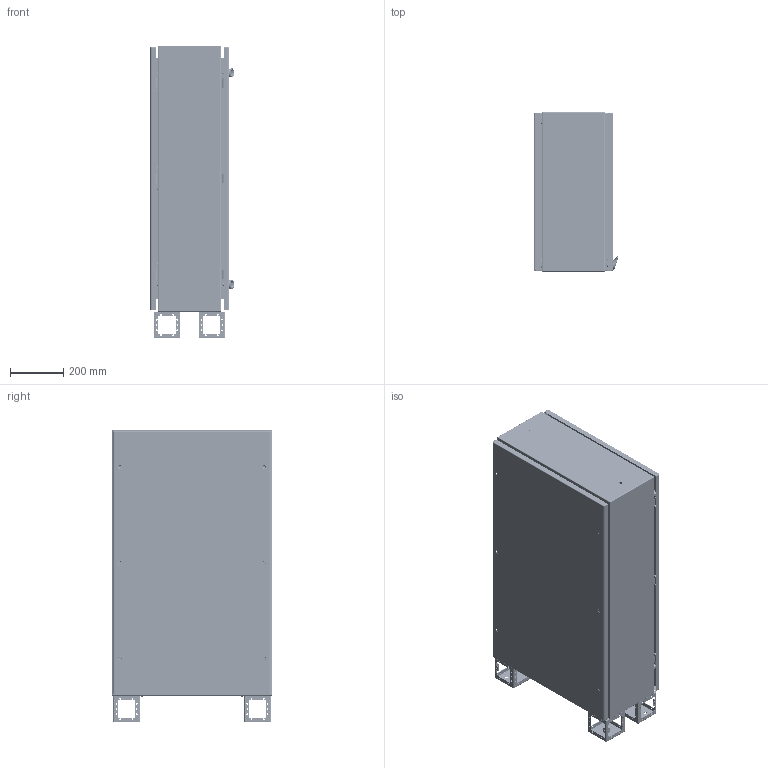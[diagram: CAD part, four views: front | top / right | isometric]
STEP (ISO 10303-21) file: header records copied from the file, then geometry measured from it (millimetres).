
FILE_DESCRIPTION(('CATIA V5 STEP Exchange'),'2;1');
FILE_NAME('TM2063K.stp','2014-07-08T14:51:45+00:00',('none'),('none'),'CATIA Version 5 Release 20 SP 6 (IN-10)','CATIA V5 STEP AP203','none');
FILE_SCHEMA(('CONFIG_CONTROL_DESIGN'));
Products named in the file (2): Assieme_AM2_1000x0600x0300_porta_cieca_estetico; 850702_801_00_ASSIEME_BOX_MANIGLIETTA__________________3PD
Assembly tree (12 placements, depth 3):
  Assieme_AM2_1000x0600x0300_porta_cieca_estetico
    #58
    #77240  x4
    #82608
    #103797
    850702_801_00_ASSIEME_BOX_MANIGLIETTA__________________3PD  x2
      #105997
      #112740
      #117764
Bounding box: 314.95 x 600 x 1100 mm (x, y, z)
Volume: 5661101 mm3; surface area: 6208272.5 mm2
Topology: 53 solids, 55 shells, 4593 faces, 12668 edges, 8109 vertices
Faces by surface type: cylinder 2654, plane 1265, bspline 272, sphere 146, torus 126, cone 122, revolution 8
Entity records: 118424 total; most frequent: CARTESIAN_POINT 27884, ORIENTED_EDGE 20740, DIRECTION 13589, EDGE_CURVE 10399, VERTEX_POINT 6788, AXIS2_PLACEMENT_3D 6621, EDGE_LOOP 5538, VECTOR 4943
